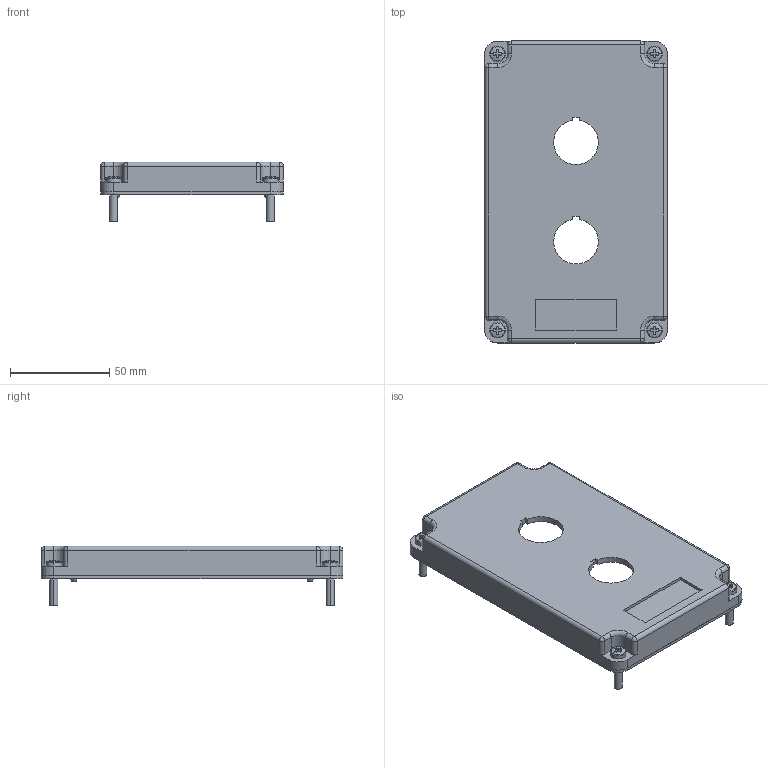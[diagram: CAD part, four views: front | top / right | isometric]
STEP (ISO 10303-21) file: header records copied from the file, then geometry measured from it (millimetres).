
FILE_DESCRIPTION(('Creo Elements/Direct Modeling STEP Export'),'2;1');
FILE_NAME('0ln7uvk43t7i08d1628','2016-07-26T15:08:02',(''),(''),'PTC Creo Elements/Direct Modeling STEP processor for AP214 (Solid Model)','PTC Creo Elements/Direct Modeling 19.0B 21-Mar-2015 (C) Parametric Technology GmbH','');
FILE_SCHEMA(('AUTOMOTIVE_DESIGN { 1 0 10303 214 1 1 1 1 }'));
Length unit declared in the file: millimetre
Products named in the file (2): A2T_0915.02
Assembly tree (1 placements, depth 2):
  A2T_0915.02
    A2T_0915.02
Bounding box: 92.02 x 152 x 30 mm (x, y, z)
Volume: 68780.8 mm3; surface area: 49242 mm2
Topology: 1 solids, 4 shells, 574 faces, 1527 edges, 999 vertices
Faces by surface type: plane 432, cylinder 106, sphere 18, torus 14, cone 4
Entity records: 17013 total; most frequent: ORIENTED_EDGE 3038, CARTESIAN_POINT 2944, DIRECTION 2744, EDGE_CURVE 1519, VECTOR 1146, LINE 1146, VERTEX_POINT 999, AXIS2_PLACEMENT_3D 799
